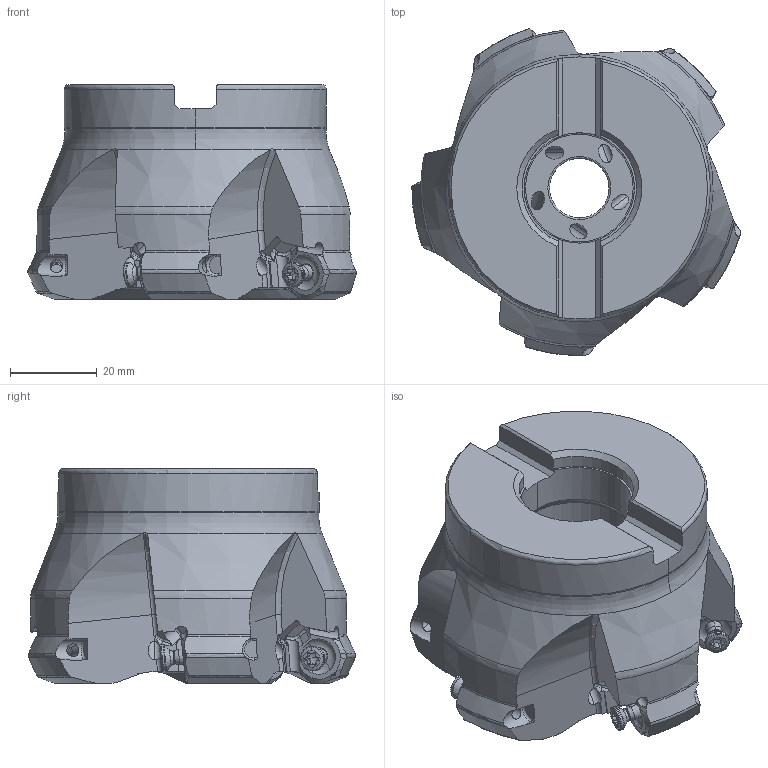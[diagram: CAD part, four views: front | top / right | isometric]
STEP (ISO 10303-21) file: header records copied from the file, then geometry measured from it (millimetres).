
FILE_DESCRIPTION(/* description */ (''),/* implementation_level */ '2;1');
FILE_NAME(/* name */ 'AHX475SUR2505CA.stp',/* time_stamp */ '2017-10-10T15:50:42+09:00',/* author */ (''),/* organization */ (''),/* preprocessor_version */ 'ST-DEVELOPER v16',/* originating_system */ 'SIEMENS PLM Software NX 10.0',/* authorisation */ '');
FILE_SCHEMA (('AUTOMOTIVE_DESIGN { 1 0 10303 214 3 1 1 1 }'));
Length unit declared in the file: millimetre
Products named in the file (1): AHX475SUR2505CA_ASM
Bounding box: 75.65 x 75.44 x 49.48 mm (x, y, z)
Volume: 127020.3 mm3; surface area: 24008.9 mm2
Topology: 6 solids, 6 shells, 707 faces, 2044 edges, 1340 vertices
Faces by surface type: cylinder 277, torus 151, plane 146, cone 73, extrusion 30, bspline 20, sphere 10
Entity records: 29130 total; most frequent: CARTESIAN_POINT 10695, ORIENTED_EDGE 4068, DIRECTION 3732, EDGE_CURVE 2034, AXIS2_PLACEMENT_3D 1577, VERTEX_POINT 1340, CIRCLE 744, EDGE_LOOP 730
